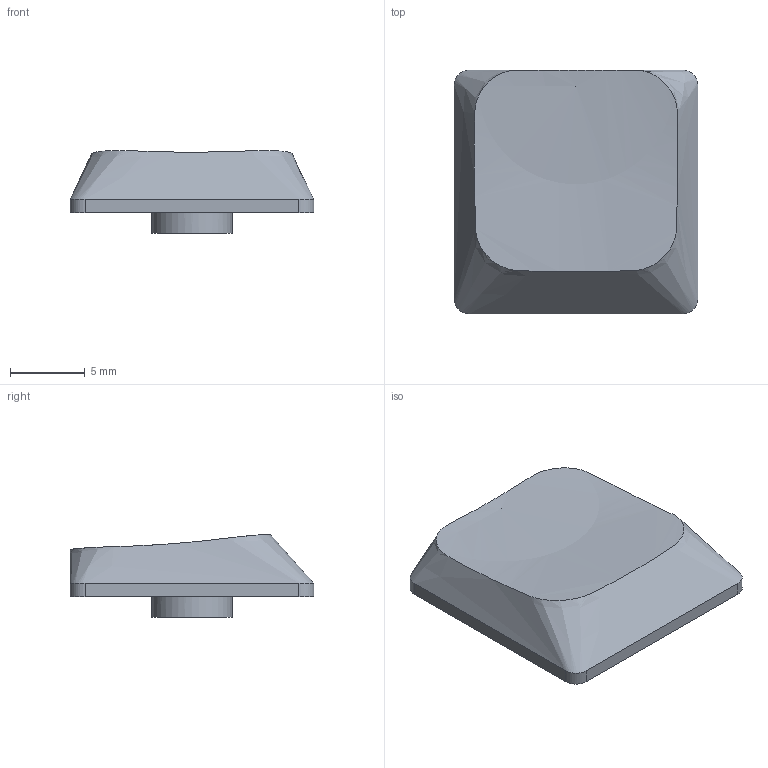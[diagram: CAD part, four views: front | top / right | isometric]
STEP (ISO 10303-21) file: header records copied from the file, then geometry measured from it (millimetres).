
FILE_DESCRIPTION(/* description */ (''),/* implementation_level */ '2;1');
FILE_NAME(/* name */ 'keycap_17mm_12.step',/* time_stamp */ '2025-04-25T17:56:30+09:00',/* author */ (''),/* organization */ (''),/* preprocessor_version */ 'ST-DEVELOPER v20.1',/* originating_system */ 'Autodesk Translation Framework v14.4.0.0',/* authorisation */ '');
FILE_SCHEMA (('AUTOMOTIVE_DESIGN { 1 0 10303 214 3 1 1 }'));
Length unit declared in the file: millimetre
Products named in the file (1): 17mm_keycap_v3
Bounding box: 16.3 x 16.3 x 5.55 mm (x, y, z)
Volume: 457.3 mm3; surface area: 895.4 mm2
Topology: 1 solids, 1 shells, 36 faces, 94 edges, 62 vertices
Faces by surface type: plane 24, cylinder 9, bspline 2, sphere 1
Full cylindrical faces by diameter (mm): 5.4 x1
Entity records: 1906 total; most frequent: CARTESIAN_POINT 981, ORIENTED_EDGE 186, DIRECTION 179, EDGE_CURVE 93, LINE 71, VECTOR 71, VERTEX_POINT 62, AXIS2_PLACEMENT_3D 54
